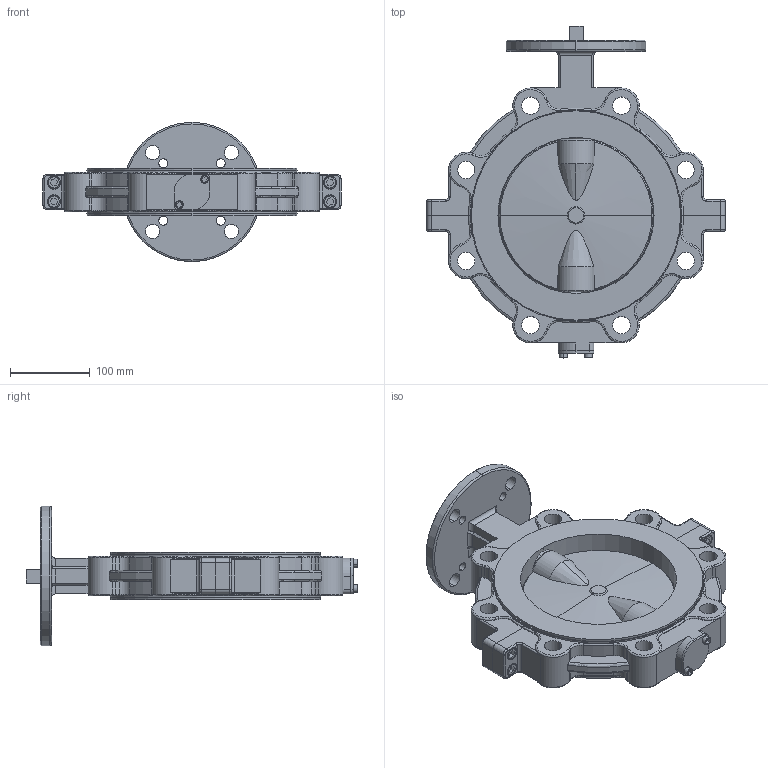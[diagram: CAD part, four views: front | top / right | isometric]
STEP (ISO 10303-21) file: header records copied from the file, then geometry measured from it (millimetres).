
FILE_DESCRIPTION (( 'STEP AP214' ), '1' );
FILE_NAME ('AS-L1-0800-PMR-XA.step', '2019-08-26T11:38:24', ( '' ), ( '' ), 'SwSTEP 2.0', 'SolidWorks 2019', '' );
FILE_SCHEMA (( 'AUTOMOTIVE_DESIGN' ));
Length unit declared in the file: inch
Products named in the file (2): AS-L1-0800-PMR-XA
Bounding box: 375 x 417.03 x 175 mm (x, y, z)
Surface area: 428460.7 mm2 (no closed solid volume)
Topology: 0 solids, 16 shells, 568 faces, 1502 edges, 938 vertices
Faces by surface type: cylinder 236, plane 147, torus 135, cone 50
Entity records: 25978 total; most frequent: CARTESIAN_POINT 4120, DIRECTION 3321, ORIENTED_EDGE 2808, EDGE_CURVE 1502, AXIS2_PLACEMENT_3D 1335, VERTEX_POINT 938, CIRCLE 765, LINE 651
